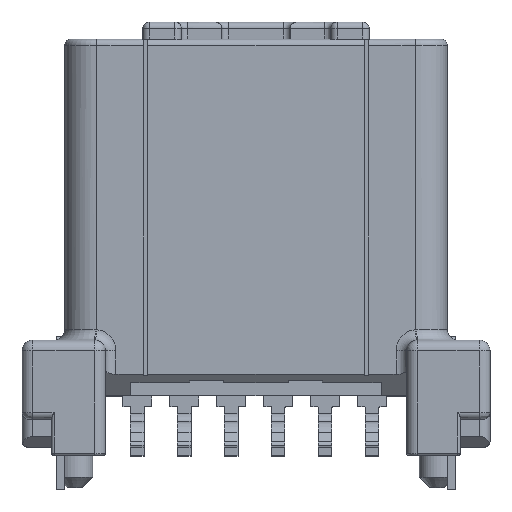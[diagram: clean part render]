
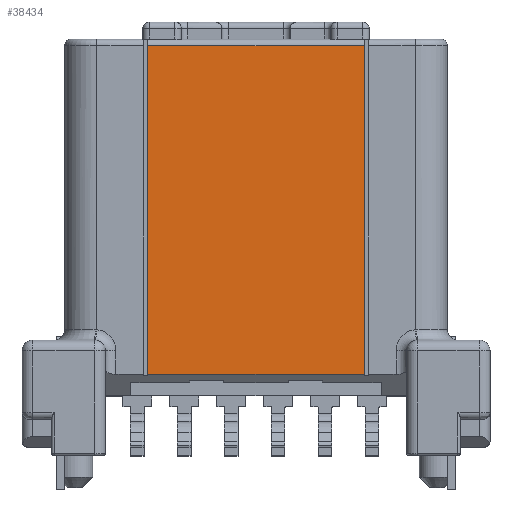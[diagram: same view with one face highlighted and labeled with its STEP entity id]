
A CAD part, top view. The second image highlights one B-rep face of the part: STEP entity #38434.
In plain terms, the highlighted planar face has unit normal (0, 0, 1).
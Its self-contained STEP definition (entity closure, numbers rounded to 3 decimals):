
#10319=DIRECTION('',(0.,1.,0.));
#10320=VECTOR('',#10319,15.4);
#10321=CARTESIAN_POINT('',(-5.063,-1.7,5.6));
#10322=LINE('',#10321,#10320);
#10323=DIRECTION('',(-1.,0.,0.));
#10324=VECTOR('',#10323,10.125);
#10325=CARTESIAN_POINT('',(5.063,13.7,5.6));
#10326=LINE('',#10325,#10324);
#10327=DIRECTION('',(0.,1.,0.));
#10328=VECTOR('',#10327,15.4);
#10329=CARTESIAN_POINT('',(5.063,-1.7,5.6));
#10330=LINE('',#10329,#10328);
#10331=DIRECTION('',(1.,0.,0.));
#10332=VECTOR('',#10331,10.125);
#10333=CARTESIAN_POINT('',(-5.063,-1.7,5.6));
#10334=LINE('',#10333,#10332);
#19923=CARTESIAN_POINT('',(-5.063,-1.7,5.6));
#19924=CARTESIAN_POINT('',(-5.063,13.7,5.6));
#19925=VERTEX_POINT('',#19923);
#19926=VERTEX_POINT('',#19924);
#19927=CARTESIAN_POINT('',(5.063,-1.7,5.6));
#19928=CARTESIAN_POINT('',(5.063,13.7,5.6));
#19929=VERTEX_POINT('',#19927);
#19930=VERTEX_POINT('',#19928);
#38420=CARTESIAN_POINT('',(-8.963,-1.7,5.6));
#38421=DIRECTION('',(0.,0.,1.));
#38422=DIRECTION('',(1.,0.,0.));
#38423=AXIS2_PLACEMENT_3D('',#38420,#38421,#38422);
#38424=PLANE('',#38423);
#38426=ORIENTED_EDGE('',*,*,#38425,.T.);
#38428=ORIENTED_EDGE('',*,*,#38427,.F.);
#38430=ORIENTED_EDGE('',*,*,#38429,.F.);
#38431=ORIENTED_EDGE('',*,*,#38409,.F.);
#38432=EDGE_LOOP('',(#38426,#38428,#38430,#38431));
#38433=FACE_OUTER_BOUND('',#38432,.F.);
#38434=ADVANCED_FACE('',(#38433),#38424,.T.);
#38409=EDGE_CURVE('',#19925,#19929,#10334,.T.);
#38425=EDGE_CURVE('',#19925,#19926,#10322,.T.);
#38427=EDGE_CURVE('',#19930,#19926,#10326,.T.);
#38429=EDGE_CURVE('',#19929,#19930,#10330,.T.);
